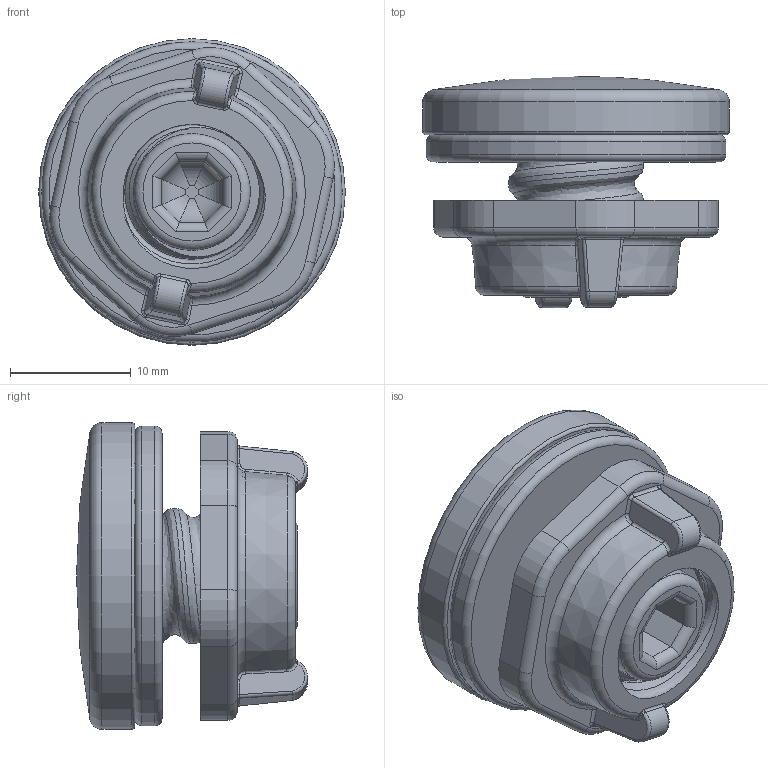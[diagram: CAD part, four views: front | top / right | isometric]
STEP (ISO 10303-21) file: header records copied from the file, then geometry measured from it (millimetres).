
FILE_DESCRIPTION (( 'STEP AP214' ), '1' );
FILE_NAME ('HPSERIES1.STEP', '2018-10-25T17:56:18', ( '' ), ( '' ), 'SwSTEP 2.0', 'SolidWorks 2018', '' );
FILE_SCHEMA (( 'AUTOMOTIVE_DESIGN' ));
Length unit declared in the file: inch
Products named in the file (1): HPSERIES1
Bounding box: 25.4 x 19.14 x 25.4 mm (x, y, z)
Volume: 5442.6 mm3; surface area: 4401.7 mm2
Topology: 3 solids, 3 shells, 135 faces, 308 edges, 183 vertices
Faces by surface type: cylinder 49, bspline 34, plane 32, torus 17, cone 2, sphere 1
Full cylindrical faces by diameter (mm): 9.652 x1, 11.43 x1, 24.892 x1, 25.4 x1
Entity records: 8286 total; most frequent: CARTESIAN_POINT 3836, ORIENTED_EDGE 588, DIRECTION 439, EDGE_CURVE 294, VERTEX_POINT 181, AXIS2_PLACEMENT_3D 170, EDGE_LOOP 155, FACE_OUTER_BOUND 146
